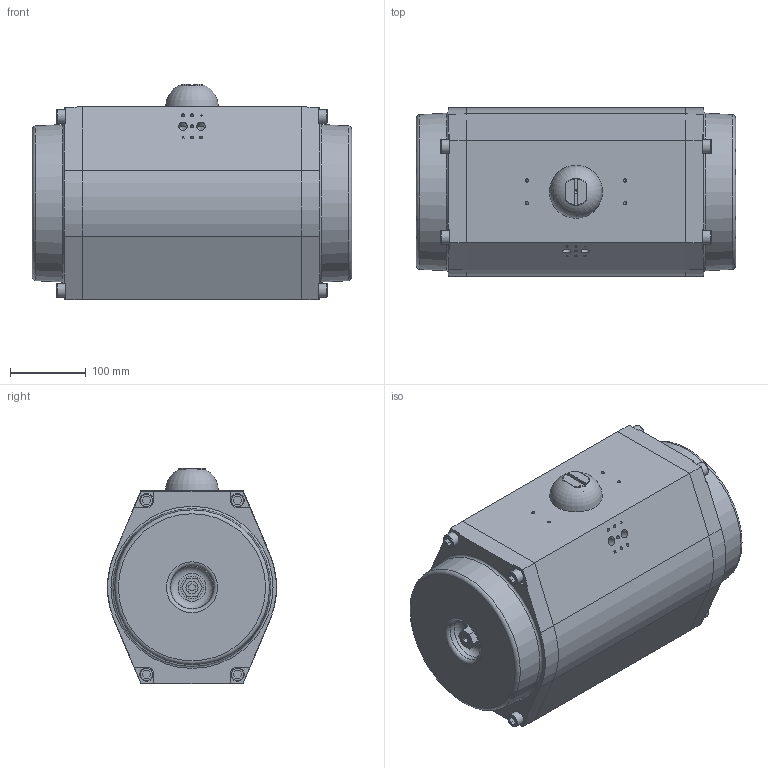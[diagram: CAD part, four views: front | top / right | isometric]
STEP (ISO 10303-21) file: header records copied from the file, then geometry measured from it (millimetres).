
FILE_DESCRIPTION(/* description */ ('Unknown'),/* implementation_level */ '2;1');
FILE_NAME(/* name */ 'DT1180_ST476',/* time_stamp */ '2022-08-11T11:50:11+02:00',/* author */ ('Unknown'),/* organization */ ('Unknown'),/* preprocessor_version */ 'ST-DEVELOPER v16.7',/* originating_system */ 'Solid Edge',/* authorisation */ 'Unknown');
FILE_SCHEMA (('AUTOMOTIVE_DESIGN {1 0 10303 214 3 1 1}'));
Length unit declared in the file: millimetre
Products named in the file (1): DT1180_ST476
Bounding box: 422 x 223.28 x 285 mm (x, y, z)
Volume: 18788056.6 mm3; surface area: 462698.5 mm2
Topology: 1 solids, 1 shells, 306 faces, 767 edges, 500 vertices
Faces by surface type: plane 203, cylinder 40, cone 36, torus 18, bspline 9
Full cylindrical faces by diameter (mm): 4.134 x9, 4.917 x1, 11.445 x2, 13.835 x4, 16 x2, 18 x8, 30 x2, 36 x1, 45 x1, 60 x1, 66.3 x1
Entity records: 10677 total; most frequent: CARTESIAN_POINT 1642, DIRECTION 1354, ORIENTED_EDGE 1320, EDGE_CURVE 660, LINE 484, VECTOR 484, VERTEX_POINT 479, AXIS2_PLACEMENT_3D 435
